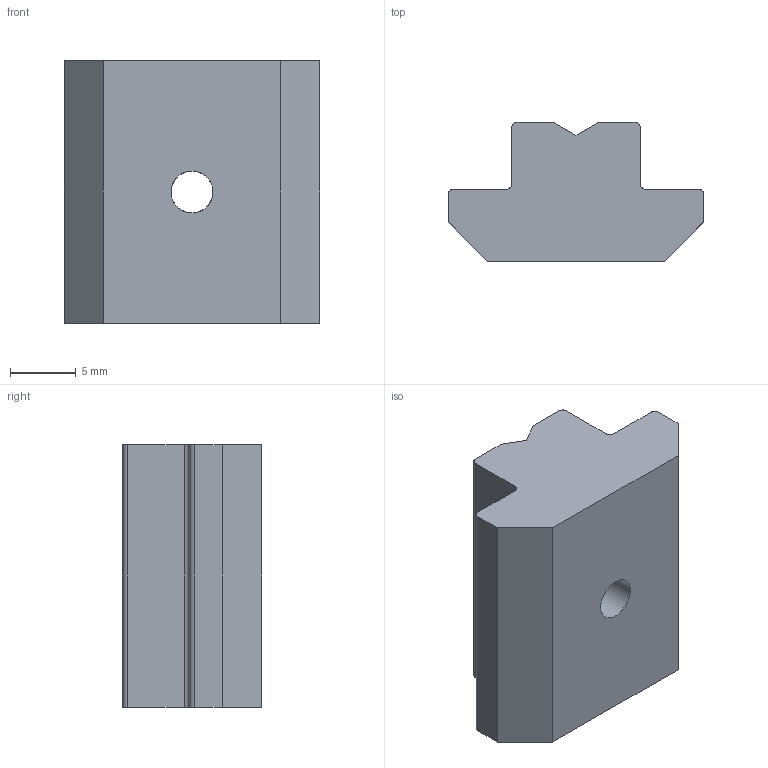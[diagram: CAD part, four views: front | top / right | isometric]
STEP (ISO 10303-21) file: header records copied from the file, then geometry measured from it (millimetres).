
FILE_DESCRIPTION(/* description */ ('STEP AP214'),/* implementation_level */ '2;1');
FILE_NAME(/* name */ '81004_KriTec_Nutenstein_St_M4_schwer_einschiebbar.stp',/* time_stamp */ '2017-07-07T16:27:59+02:00',/* author */ ('kostic'),/* organization */ (''),/* preprocessor_version */ 'ST-DEVELOPER v16.1',/* originating_system */ 'Autodesk Inventor 2016',/* authorisation */ '');
FILE_SCHEMA (('AUTOMOTIVE_DESIGN { 1 0 10303 214 3 1 1 }'));
Length unit declared in the file: millimetre
Products named in the file (1): 81004_KriTec_Nutenstein_St_M4_schwer_einschiebbar
Bounding box: 19.5 x 10.6 x 20 mm (x, y, z)
Volume: 2848.2 mm3; surface area: 1501.8 mm2
Topology: 1 solids, 1 shells, 22 faces, 62 edges, 41 vertices
Faces by surface type: plane 15, cylinder 7
Full cylindrical faces by diameter (mm): 3.2 x1
Entity records: 743 total; most frequent: CARTESIAN_POINT 125, ORIENTED_EDGE 122, DIRECTION 122, EDGE_CURVE 61, LINE 46, VECTOR 46, VERTEX_POINT 41, AXIS2_PLACEMENT_3D 38
